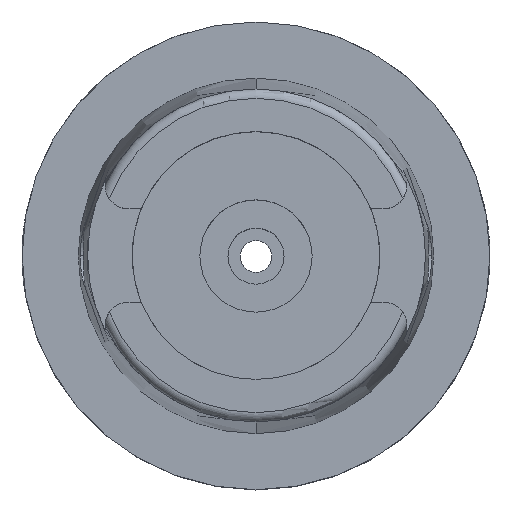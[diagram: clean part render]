
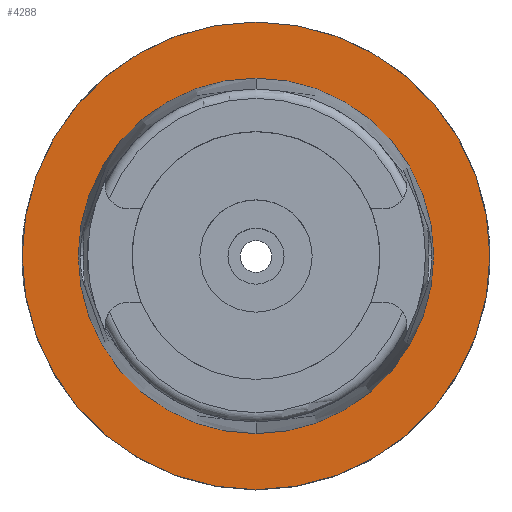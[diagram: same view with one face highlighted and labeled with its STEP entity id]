
A CAD part, top view. The second image highlights one B-rep face of the part: STEP entity #4288.
In plain terms, the highlighted planar face has unit normal (0, 0, 1).
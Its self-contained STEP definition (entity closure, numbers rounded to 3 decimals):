
#2109=CARTESIAN_POINT('',(0.,0.,0.));
#2110=DIRECTION('',(0.,0.,-1.));
#2111=DIRECTION('',(0.,-1.,0.));
#2112=AXIS2_PLACEMENT_3D('',#2109,#2110,#2111);
#2117=CARTESIAN_POINT('',(0.,0.,0.));
#2118=DIRECTION('',(0.,0.,-1.));
#2119=DIRECTION('',(0.,1.,0.));
#2120=AXIS2_PLACEMENT_3D('',#2117,#2118,#2119);
#2125=CARTESIAN_POINT('',(0.,0.,0.));
#2126=DIRECTION('',(0.,0.,1.));
#2127=DIRECTION('',(0.,-1.,0.));
#2128=AXIS2_PLACEMENT_3D('',#2125,#2126,#2127);
#2133=CARTESIAN_POINT('',(0.,0.,0.));
#2134=DIRECTION('',(0.,0.,1.));
#2135=DIRECTION('',(0.,1.,0.));
#2136=AXIS2_PLACEMENT_3D('',#2133,#2134,#2135);
#2433=CARTESIAN_POINT('',(0.,-38.,0.));
#2434=VERTEX_POINT('',#2433);
#2435=CARTESIAN_POINT('',(0.,38.,0.));
#2436=VERTEX_POINT('',#2435);
#2698=CARTESIAN_POINT('',(0.,50.,0.));
#2699=VERTEX_POINT('',#2698);
#2700=CARTESIAN_POINT('',(0.,-50.,0.));
#2701=VERTEX_POINT('',#2700);
#4275=CARTESIAN_POINT('',(0.,0.,0.));
#4276=DIRECTION('',(0.,0.,1.));
#4277=DIRECTION('',(0.,1.,0.));
#4278=AXIS2_PLACEMENT_3D('',#4275,#4276,#4277);
#4279=PLANE('',#4278);
#4280=ORIENTED_EDGE('',*,*,#4040,.T.);
#4281=ORIENTED_EDGE('',*,*,#4149,.T.);
#4282=EDGE_LOOP('',(#4280,#4281));
#4283=FACE_OUTER_BOUND('',#4282,.F.);
#4284=ORIENTED_EDGE('',*,*,#2936,.T.);
#4285=ORIENTED_EDGE('',*,*,#2907,.T.);
#4286=EDGE_LOOP('',(#4284,#4285));
#4287=FACE_BOUND('',#4286,.F.);
#2113=CIRCLE('',#2112,50.);
#2121=CIRCLE('',#2120,50.);
#2129=CIRCLE('',#2128,38.);
#2137=CIRCLE('',#2136,38.);
#2907=EDGE_CURVE('',#2436,#2434,#2137,.T.);
#2936=EDGE_CURVE('',#2434,#2436,#2129,.T.);
#4040=EDGE_CURVE('',#2701,#2699,#2113,.T.);
#4149=EDGE_CURVE('',#2699,#2701,#2121,.T.);
#4288=ADVANCED_FACE('',(#4283,#4287),#4279,.T.);
